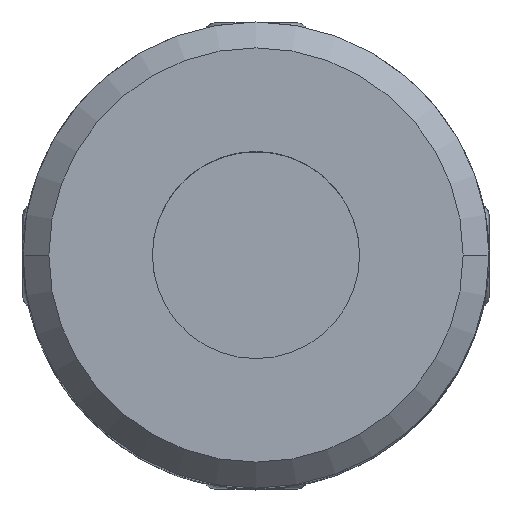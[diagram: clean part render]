
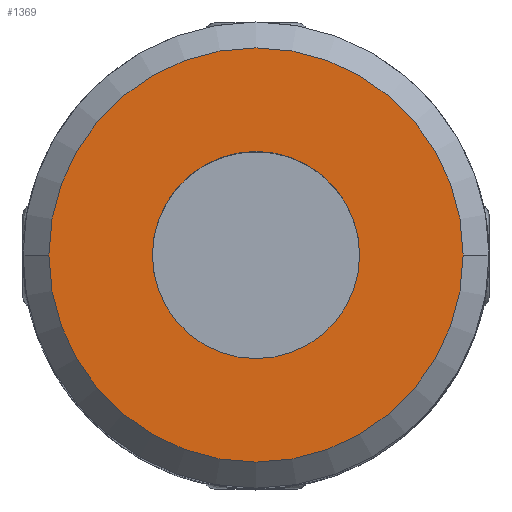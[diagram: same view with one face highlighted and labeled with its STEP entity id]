
A CAD part, top view. The second image highlights one B-rep face of the part: STEP entity #1369.
In plain terms, the highlighted planar face has unit normal (0, 0, 1).
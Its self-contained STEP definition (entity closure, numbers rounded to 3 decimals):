
#105 = ORIENTED_EDGE ( 'NONE', *, *, #548, .T. ) ;
#178 = ORIENTED_EDGE ( 'NONE', *, *, #4296, .F. ) ;
#282 = ORIENTED_EDGE ( 'NONE', *, *, #2700, .F. ) ;
#548 = EDGE_CURVE ( 'NONE', #2873, #3948, #3537, .T. ) ;
#579 = CIRCLE ( 'NONE', #2856, 4. ) ;
#614 = DIRECTION ( 'NONE',  ( 0., 0., 1. ) ) ;
#720 = EDGE_CURVE ( 'NONE', #3948, #2873, #3908, .T. ) ;
#840 = DIRECTION ( 'NONE',  ( 0., 0., -1. ) ) ;
#879 = DIRECTION ( 'NONE',  ( 0., 0., -1. ) ) ;
#930 = DIRECTION ( 'NONE',  ( 0., 0., -1. ) ) ;
#1369 = ADVANCED_FACE ( 'NONE', ( #2934, #3785 ), #1541, .T. ) ;
#1388 = AXIS2_PLACEMENT_3D ( 'NONE', #1614, #3943, #1951 ) ;
#1541 = PLANE ( 'NONE',  #3812 ) ;
#1614 = CARTESIAN_POINT ( 'NONE',  ( 0., 0., 6.75 ) ) ;
#1639 = AXIS2_PLACEMENT_3D ( 'NONE', #2912, #930, #3257 ) ;
#1727 = AXIS2_PLACEMENT_3D ( 'NONE', #2860, #879, #3202 ) ;
#1951 = DIRECTION ( 'NONE',  ( 1., 0., 0. ) ) ;
#2068 = EDGE_LOOP ( 'NONE', ( #105, #2552 ) ) ;
#2197 = CARTESIAN_POINT ( 'NONE',  ( 2., 0., 6.75 ) ) ;
#2472 = CARTESIAN_POINT ( 'NONE',  ( -4., 0., 6.75 ) ) ;
#2552 = ORIENTED_EDGE ( 'NONE', *, *, #720, .T. ) ;
#2604 = CARTESIAN_POINT ( 'NONE',  ( 0., 0., 6.75 ) ) ;
#2609 = VERTEX_POINT ( 'NONE', #2472 ) ;
#2700 = EDGE_CURVE ( 'NONE', #3025, #2609, #3453, .T. ) ;
#2826 = CARTESIAN_POINT ( 'NONE',  ( 0., 0., 6.75 ) ) ;
#2856 = AXIS2_PLACEMENT_3D ( 'NONE', #2826, #840, #3163 ) ;
#2860 = CARTESIAN_POINT ( 'NONE',  ( 0., 0., 6.75 ) ) ;
#2873 = VERTEX_POINT ( 'NONE', #2197 ) ;
#2912 = CARTESIAN_POINT ( 'NONE',  ( 0., 0., 6.75 ) ) ;
#2931 = DIRECTION ( 'NONE',  ( -1., 0., 0. ) ) ;
#2934 = FACE_BOUND ( 'NONE', #2068, .T. ) ;
#3025 = VERTEX_POINT ( 'NONE', #3442 ) ;
#3093 = EDGE_LOOP ( 'NONE', ( #282, #178 ) ) ;
#3163 = DIRECTION ( 'NONE',  ( 1., 0., 0. ) ) ;
#3202 = DIRECTION ( 'NONE',  ( 1., 0., 0. ) ) ;
#3257 = DIRECTION ( 'NONE',  ( 1., 0., 0. ) ) ;
#3442 = CARTESIAN_POINT ( 'NONE',  ( 4., 0., 6.75 ) ) ;
#3453 = CIRCLE ( 'NONE', #1639, 4. ) ;
#3537 = CIRCLE ( 'NONE', #1727, 2. ) ;
#3785 = FACE_OUTER_BOUND ( 'NONE', #3093, .T. ) ;
#3812 = AXIS2_PLACEMENT_3D ( 'NONE', #2604, #614, #2931 ) ;
#3908 = CIRCLE ( 'NONE', #1388, 2. ) ;
#3943 = DIRECTION ( 'NONE',  ( 0., 0., -1. ) ) ;
#3948 = VERTEX_POINT ( 'NONE', #4081 ) ;
#4081 = CARTESIAN_POINT ( 'NONE',  ( -2., 0., 6.75 ) ) ;
#4296 = EDGE_CURVE ( 'NONE', #2609, #3025, #579, .T. ) ;
